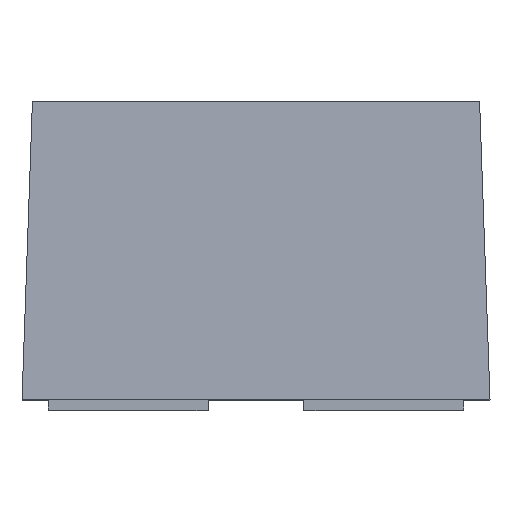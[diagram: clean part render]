
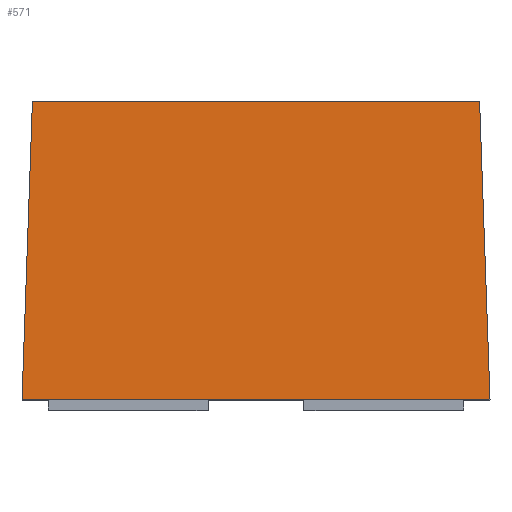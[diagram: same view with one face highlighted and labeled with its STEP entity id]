
A CAD part, top view. The second image highlights one B-rep face of the part: STEP entity #571.
In plain terms, the highlighted planar face has unit normal (0, 0.035, 0.999).
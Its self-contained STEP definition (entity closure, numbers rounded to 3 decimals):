
#2 = DIRECTION ( 'NONE',  ( 1., 0., 0. ) ) ;
#29 = VERTEX_POINT ( 'NONE', #440 ) ;
#34 = ORIENTED_EDGE ( 'NONE', *, *, #720, .T. ) ;
#80 = DIRECTION ( 'NONE',  ( -0.035, -0.999, 0.035 ) ) ;
#90 = CARTESIAN_POINT ( 'NONE',  ( -1.098, 0.05, 1.098 ) ) ;
#97 = VECTOR ( 'NONE', #80, 1000. ) ;
#101 = PLANE ( 'NONE',  #569 ) ;
#108 = CARTESIAN_POINT ( 'NONE',  ( 1.049, 1.45, 1.049 ) ) ;
#132 = EDGE_LOOP ( 'NONE', ( #34, #412, #677, #249 ) ) ;
#159 = CARTESIAN_POINT ( 'NONE',  ( -1.049, 1.45, 1.049 ) ) ;
#198 = DIRECTION ( 'NONE',  ( 1., 0., 0. ) ) ;
#225 = CARTESIAN_POINT ( 'NONE',  ( 1.098, 0.05, 1.098 ) ) ;
#249 = ORIENTED_EDGE ( 'NONE', *, *, #824, .T. ) ;
#303 = CARTESIAN_POINT ( 'NONE',  ( -1.1, 0., 1.1 ) ) ;
#309 = LINE ( 'NONE', #511, #873 ) ;
#320 = DIRECTION ( 'NONE',  ( 0., 0.035, 0.999 ) ) ;
#374 = DIRECTION ( 'NONE',  ( 0., -0.999, 0.035 ) ) ;
#409 = LINE ( 'NONE', #159, #97 ) ;
#410 = VECTOR ( 'NONE', #198, 1000. ) ;
#412 = ORIENTED_EDGE ( 'NONE', *, *, #529, .F. ) ;
#417 = VERTEX_POINT ( 'NONE', #814 ) ;
#434 = DIRECTION ( 'NONE',  ( -0.035, 0.999, -0.035 ) ) ;
#440 = CARTESIAN_POINT ( 'NONE',  ( 1.098, 0.05, 1.098 ) ) ;
#446 = LINE ( 'NONE', #225, #811 ) ;
#463 = EDGE_CURVE ( 'NONE', #417, #901, #409, .T. ) ;
#511 = CARTESIAN_POINT ( 'NONE',  ( -1.1, 0.05, 1.098 ) ) ;
#512 = VERTEX_POINT ( 'NONE', #108 ) ;
#529 = EDGE_CURVE ( 'NONE', #417, #512, #776, .T. ) ;
#542 = CARTESIAN_POINT ( 'NONE',  ( 1.1, 1.45, 1.049 ) ) ;
#569 = AXIS2_PLACEMENT_3D ( 'NONE', #303, #320, #374 ) ;
#571 = ADVANCED_FACE ( 'NONE', ( #921 ), #101, .T. ) ;
#677 = ORIENTED_EDGE ( 'NONE', *, *, #463, .T. ) ;
#720 = EDGE_CURVE ( 'NONE', #29, #512, #446, .T. ) ;
#776 = LINE ( 'NONE', #542, #410 ) ;
#811 = VECTOR ( 'NONE', #434, 1000. ) ;
#814 = CARTESIAN_POINT ( 'NONE',  ( -1.049, 1.45, 1.049 ) ) ;
#824 = EDGE_CURVE ( 'NONE', #901, #29, #309, .T. ) ;
#873 = VECTOR ( 'NONE', #2, 1000. ) ;
#901 = VERTEX_POINT ( 'NONE', #90 ) ;
#921 = FACE_OUTER_BOUND ( 'NONE', #132, .T. ) ;
